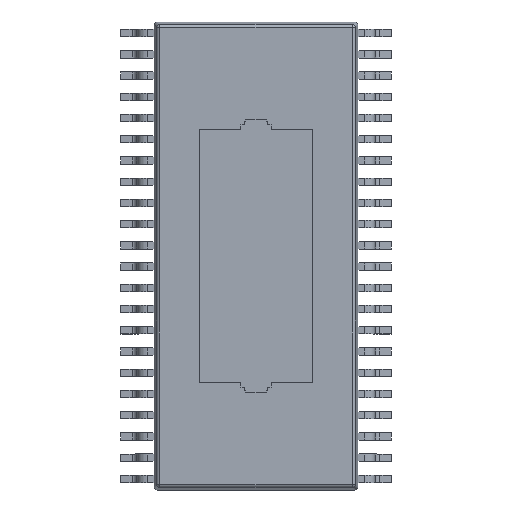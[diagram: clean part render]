
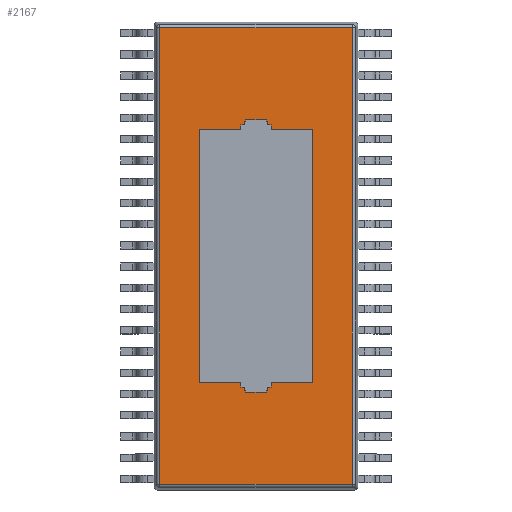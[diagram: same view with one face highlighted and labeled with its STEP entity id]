
A CAD part, top view. The second image highlights one B-rep face of the part: STEP entity #2167.
In plain terms, the highlighted face is planar.
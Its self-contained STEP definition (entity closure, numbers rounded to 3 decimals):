
#622=DIRECTION('',(0.,0.,1.));
#623=VECTOR('',#622,13.647);
#624=CARTESIAN_POINT('',(-2.873,0.45,-6.823));
#625=LINE('',#624,#623);
#629=DIRECTION('',(-1.,0.,0.));
#630=VECTOR('',#629,5.747);
#631=CARTESIAN_POINT('',(2.873,0.45,-6.823));
#632=LINE('',#631,#630);
#636=DIRECTION('',(0.,0.,-1.));
#637=VECTOR('',#636,13.647);
#638=CARTESIAN_POINT('',(2.873,0.45,6.823));
#639=LINE('',#638,#637);
#643=DIRECTION('',(1.,0.,0.));
#644=VECTOR('',#643,5.747);
#645=CARTESIAN_POINT('',(-2.873,0.45,6.823));
#646=LINE('',#645,#644);
#650=DIRECTION('',(0.,0.,1.));
#651=VECTOR('',#650,7.58);
#652=CARTESIAN_POINT('',(-1.69,0.45,-3.79));
#653=LINE('',#652,#651);
#657=DIRECTION('',(1.,0.,0.));
#658=VECTOR('',#657,1.24);
#659=CARTESIAN_POINT('',(-1.69,0.45,3.79));
#660=LINE('',#659,#658);
#664=DIRECTION('',(0.,0.,1.));
#665=VECTOR('',#664,0.13);
#666=CARTESIAN_POINT('',(-0.45,0.45,3.79));
#667=LINE('',#666,#665);
#671=DIRECTION('',(1.,0.,0.));
#672=VECTOR('',#671,0.1);
#673=CARTESIAN_POINT('',(-0.45,0.45,3.92));
#674=LINE('',#673,#672);
#678=DIRECTION('',(0.,0.,-1.));
#679=VECTOR('',#678,0.1);
#680=CARTESIAN_POINT('',(-0.35,0.45,4.02));
#681=LINE('',#680,#679);
#685=DIRECTION('',(-1.,0.,0.));
#686=VECTOR('',#685,0.05);
#687=CARTESIAN_POINT('',(-0.3,0.45,4.02));
#688=LINE('',#687,#686);
#692=DIRECTION('',(0.,0.,-1.));
#693=VECTOR('',#692,0.05);
#694=CARTESIAN_POINT('',(-0.3,0.45,4.07));
#695=LINE('',#694,#693);
#699=DIRECTION('',(-1.,0.,0.));
#700=VECTOR('',#699,0.6);
#701=CARTESIAN_POINT('',(0.3,0.45,4.07));
#702=LINE('',#701,#700);
#706=DIRECTION('',(0.,0.,1.));
#707=VECTOR('',#706,0.05);
#708=CARTESIAN_POINT('',(0.3,0.45,4.02));
#709=LINE('',#708,#707);
#713=DIRECTION('',(-1.,0.,0.));
#714=VECTOR('',#713,0.05);
#715=CARTESIAN_POINT('',(0.35,0.45,4.02));
#716=LINE('',#715,#714);
#720=DIRECTION('',(0.,0.,1.));
#721=VECTOR('',#720,0.1);
#722=CARTESIAN_POINT('',(0.35,0.45,3.92));
#723=LINE('',#722,#721);
#727=DIRECTION('',(1.,0.,0.));
#728=VECTOR('',#727,0.1);
#729=CARTESIAN_POINT('',(0.35,0.45,3.92));
#730=LINE('',#729,#728);
#734=DIRECTION('',(0.,0.,-1.));
#735=VECTOR('',#734,0.13);
#736=CARTESIAN_POINT('',(0.45,0.45,3.92));
#737=LINE('',#736,#735);
#741=DIRECTION('',(1.,0.,0.));
#742=VECTOR('',#741,1.24);
#743=CARTESIAN_POINT('',(0.45,0.45,3.79));
#744=LINE('',#743,#742);
#748=DIRECTION('',(0.,0.,-1.));
#749=VECTOR('',#748,7.58);
#750=CARTESIAN_POINT('',(1.69,0.45,3.79));
#751=LINE('',#750,#749);
#755=DIRECTION('',(-1.,0.,0.));
#756=VECTOR('',#755,1.24);
#757=CARTESIAN_POINT('',(1.69,0.45,-3.79));
#758=LINE('',#757,#756);
#762=DIRECTION('',(0.,0.,-1.));
#763=VECTOR('',#762,0.13);
#764=CARTESIAN_POINT('',(0.45,0.45,-3.79));
#765=LINE('',#764,#763);
#769=DIRECTION('',(-1.,0.,0.));
#770=VECTOR('',#769,0.1);
#771=CARTESIAN_POINT('',(0.45,0.45,-3.92));
#772=LINE('',#771,#770);
#776=DIRECTION('',(0.,0.,-1.));
#777=VECTOR('',#776,0.1);
#778=CARTESIAN_POINT('',(0.35,0.45,-3.92));
#779=LINE('',#778,#777);
#783=DIRECTION('',(-1.,0.,0.));
#784=VECTOR('',#783,0.05);
#785=CARTESIAN_POINT('',(0.35,0.45,-4.02));
#786=LINE('',#785,#784);
#790=DIRECTION('',(0.,0.,-1.));
#791=VECTOR('',#790,0.05);
#792=CARTESIAN_POINT('',(0.3,0.45,-4.02));
#793=LINE('',#792,#791);
#797=DIRECTION('',(-1.,0.,0.));
#798=VECTOR('',#797,0.6);
#799=CARTESIAN_POINT('',(0.3,0.45,-4.07));
#800=LINE('',#799,#798);
#804=DIRECTION('',(0.,0.,1.));
#805=VECTOR('',#804,0.05);
#806=CARTESIAN_POINT('',(-0.3,0.45,-4.07));
#807=LINE('',#806,#805);
#811=DIRECTION('',(-1.,0.,0.));
#812=VECTOR('',#811,0.05);
#813=CARTESIAN_POINT('',(-0.3,0.45,-4.02));
#814=LINE('',#813,#812);
#818=DIRECTION('',(0.,0.,1.));
#819=VECTOR('',#818,0.1);
#820=CARTESIAN_POINT('',(-0.35,0.45,-4.02));
#821=LINE('',#820,#819);
#825=DIRECTION('',(-1.,0.,0.));
#826=VECTOR('',#825,0.1);
#827=CARTESIAN_POINT('',(-0.35,0.45,-3.92));
#828=LINE('',#827,#826);
#832=DIRECTION('',(0.,0.,1.));
#833=VECTOR('',#832,0.13);
#834=CARTESIAN_POINT('',(-0.45,0.45,-3.92));
#835=LINE('',#834,#833);
#839=DIRECTION('',(-1.,0.,0.));
#840=VECTOR('',#839,1.24);
#841=CARTESIAN_POINT('',(-0.45,0.45,-3.79));
#842=LINE('',#841,#840);
#1383=CARTESIAN_POINT('',(-2.873,0.45,-6.823));
#1384=CARTESIAN_POINT('',(-2.873,0.45,6.823));
#1385=VERTEX_POINT('',#1383);
#1386=VERTEX_POINT('',#1384);
#1391=CARTESIAN_POINT('',(2.873,0.45,6.823));
#1392=CARTESIAN_POINT('',(2.873,0.45,-6.823));
#1393=VERTEX_POINT('',#1391);
#1394=VERTEX_POINT('',#1392);
#1495=CARTESIAN_POINT('',(-1.69,0.45,-3.79));
#1496=VERTEX_POINT('',#1495);
#1497=CARTESIAN_POINT('',(-1.69,0.45,3.79));
#1498=VERTEX_POINT('',#1497);
#1499=CARTESIAN_POINT('',(1.69,0.45,3.79));
#1500=VERTEX_POINT('',#1499);
#1501=CARTESIAN_POINT('',(1.69,0.45,-3.79));
#1502=VERTEX_POINT('',#1501);
#1503=CARTESIAN_POINT('',(0.45,0.45,-3.92));
#1504=VERTEX_POINT('',#1503);
#1505=CARTESIAN_POINT('',(-0.45,0.45,-3.92));
#1506=VERTEX_POINT('',#1505);
#1507=CARTESIAN_POINT('',(-0.45,0.45,3.92));
#1508=VERTEX_POINT('',#1507);
#1509=CARTESIAN_POINT('',(0.45,0.45,3.92));
#1510=VERTEX_POINT('',#1509);
#1511=CARTESIAN_POINT('',(-0.45,0.45,3.79));
#1512=VERTEX_POINT('',#1511);
#1513=CARTESIAN_POINT('',(0.45,0.45,3.79));
#1514=VERTEX_POINT('',#1513);
#1515=CARTESIAN_POINT('',(0.45,0.45,-3.79));
#1516=VERTEX_POINT('',#1515);
#1517=CARTESIAN_POINT('',(-0.45,0.45,-3.79));
#1518=VERTEX_POINT('',#1517);
#1551=CARTESIAN_POINT('',(0.35,0.45,-4.02));
#1552=VERTEX_POINT('',#1551);
#1553=CARTESIAN_POINT('',(-0.35,0.45,-4.02));
#1554=VERTEX_POINT('',#1553);
#1555=CARTESIAN_POINT('',(0.35,0.45,-3.92));
#1556=VERTEX_POINT('',#1555);
#1557=CARTESIAN_POINT('',(-0.35,0.45,-3.92));
#1558=VERTEX_POINT('',#1557);
#1559=CARTESIAN_POINT('',(0.3,0.45,-4.07));
#1560=VERTEX_POINT('',#1559);
#1561=CARTESIAN_POINT('',(-0.3,0.45,-4.07));
#1562=VERTEX_POINT('',#1561);
#1563=CARTESIAN_POINT('',(0.3,0.45,-4.02));
#1564=VERTEX_POINT('',#1563);
#1565=CARTESIAN_POINT('',(-0.3,0.45,-4.02));
#1566=VERTEX_POINT('',#1565);
#1567=CARTESIAN_POINT('',(0.35,0.45,4.02));
#1568=VERTEX_POINT('',#1567);
#1569=CARTESIAN_POINT('',(-0.35,0.45,4.02));
#1570=VERTEX_POINT('',#1569);
#1571=CARTESIAN_POINT('',(0.35,0.45,3.92));
#1572=VERTEX_POINT('',#1571);
#1573=CARTESIAN_POINT('',(-0.35,0.45,3.92));
#1574=VERTEX_POINT('',#1573);
#1575=CARTESIAN_POINT('',(0.3,0.45,4.07));
#1576=VERTEX_POINT('',#1575);
#1577=CARTESIAN_POINT('',(-0.3,0.45,4.07));
#1578=VERTEX_POINT('',#1577);
#1579=CARTESIAN_POINT('',(0.3,0.45,4.02));
#1580=VERTEX_POINT('',#1579);
#1581=CARTESIAN_POINT('',(-0.3,0.45,4.02));
#1582=VERTEX_POINT('',#1581);
#2098=CARTESIAN_POINT('',(0.,0.45,0.));
#2099=DIRECTION('',(0.,1.,0.));
#2100=DIRECTION('',(1.,0.,0.));
#2101=AXIS2_PLACEMENT_3D('',#2098,#2099,#2100);
#2102=PLANE('',#2101);
#2103=ORIENTED_EDGE('',*,*,#2022,.F.);
#2104=ORIENTED_EDGE('',*,*,#2089,.F.);
#2105=ORIENTED_EDGE('',*,*,#1931,.F.);
#2106=ORIENTED_EDGE('',*,*,#1960,.F.);
#2107=EDGE_LOOP('',(#2103,#2104,#2105,#2106));
#2108=FACE_OUTER_BOUND('',#2107,.F.);
#2110=ORIENTED_EDGE('',*,*,#2109,.T.);
#2112=ORIENTED_EDGE('',*,*,#2111,.T.);
#2114=ORIENTED_EDGE('',*,*,#2113,.T.);
#2116=ORIENTED_EDGE('',*,*,#2115,.T.);
#2118=ORIENTED_EDGE('',*,*,#2117,.F.);
#2120=ORIENTED_EDGE('',*,*,#2119,.F.);
#2122=ORIENTED_EDGE('',*,*,#2121,.F.);
#2124=ORIENTED_EDGE('',*,*,#2123,.F.);
#2126=ORIENTED_EDGE('',*,*,#2125,.F.);
#2128=ORIENTED_EDGE('',*,*,#2127,.F.);
#2130=ORIENTED_EDGE('',*,*,#2129,.F.);
#2132=ORIENTED_EDGE('',*,*,#2131,.T.);
#2134=ORIENTED_EDGE('',*,*,#2133,.T.);
#2136=ORIENTED_EDGE('',*,*,#2135,.T.);
#2138=ORIENTED_EDGE('',*,*,#2137,.T.);
#2140=ORIENTED_EDGE('',*,*,#2139,.T.);
#2142=ORIENTED_EDGE('',*,*,#2141,.T.);
#2144=ORIENTED_EDGE('',*,*,#2143,.T.);
#2146=ORIENTED_EDGE('',*,*,#2145,.T.);
#2148=ORIENTED_EDGE('',*,*,#2147,.T.);
#2150=ORIENTED_EDGE('',*,*,#2149,.T.);
#2152=ORIENTED_EDGE('',*,*,#2151,.T.);
#2154=ORIENTED_EDGE('',*,*,#2153,.T.);
#2156=ORIENTED_EDGE('',*,*,#2155,.T.);
#2158=ORIENTED_EDGE('',*,*,#2157,.T.);
#2160=ORIENTED_EDGE('',*,*,#2159,.T.);
#2162=ORIENTED_EDGE('',*,*,#2161,.T.);
#2164=ORIENTED_EDGE('',*,*,#2163,.T.);
#2165=EDGE_LOOP('',(#2110,#2112,#2114,#2116,#2118,#2120,#2122,#2124,#2126,#2128,
#2130,#2132,#2134,#2136,#2138,#2140,#2142,#2144,#2146,#2148,#2150,#2152,#2154,
#2156,#2158,#2160,#2162,#2164));
#2166=FACE_BOUND('',#2165,.F.);
#1931=EDGE_CURVE('',#1393,#1394,#639,.T.);
#1960=EDGE_CURVE('',#1386,#1393,#646,.T.);
#2022=EDGE_CURVE('',#1385,#1386,#625,.T.);
#2089=EDGE_CURVE('',#1394,#1385,#632,.T.);
#2109=EDGE_CURVE('',#1496,#1498,#653,.T.);
#2111=EDGE_CURVE('',#1498,#1512,#660,.T.);
#2113=EDGE_CURVE('',#1512,#1508,#667,.T.);
#2115=EDGE_CURVE('',#1508,#1574,#674,.T.);
#2117=EDGE_CURVE('',#1570,#1574,#681,.T.);
#2119=EDGE_CURVE('',#1582,#1570,#688,.T.);
#2121=EDGE_CURVE('',#1578,#1582,#695,.T.);
#2123=EDGE_CURVE('',#1576,#1578,#702,.T.);
#2125=EDGE_CURVE('',#1580,#1576,#709,.T.);
#2127=EDGE_CURVE('',#1568,#1580,#716,.T.);
#2129=EDGE_CURVE('',#1572,#1568,#723,.T.);
#2131=EDGE_CURVE('',#1572,#1510,#730,.T.);
#2133=EDGE_CURVE('',#1510,#1514,#737,.T.);
#2135=EDGE_CURVE('',#1514,#1500,#744,.T.);
#2137=EDGE_CURVE('',#1500,#1502,#751,.T.);
#2139=EDGE_CURVE('',#1502,#1516,#758,.T.);
#2141=EDGE_CURVE('',#1516,#1504,#765,.T.);
#2143=EDGE_CURVE('',#1504,#1556,#772,.T.);
#2145=EDGE_CURVE('',#1556,#1552,#779,.T.);
#2147=EDGE_CURVE('',#1552,#1564,#786,.T.);
#2149=EDGE_CURVE('',#1564,#1560,#793,.T.);
#2151=EDGE_CURVE('',#1560,#1562,#800,.T.);
#2153=EDGE_CURVE('',#1562,#1566,#807,.T.);
#2155=EDGE_CURVE('',#1566,#1554,#814,.T.);
#2157=EDGE_CURVE('',#1554,#1558,#821,.T.);
#2159=EDGE_CURVE('',#1558,#1506,#828,.T.);
#2161=EDGE_CURVE('',#1506,#1518,#835,.T.);
#2163=EDGE_CURVE('',#1518,#1496,#842,.T.);
#2167=ADVANCED_FACE('',(#2108,#2166),#2102,.T.);
